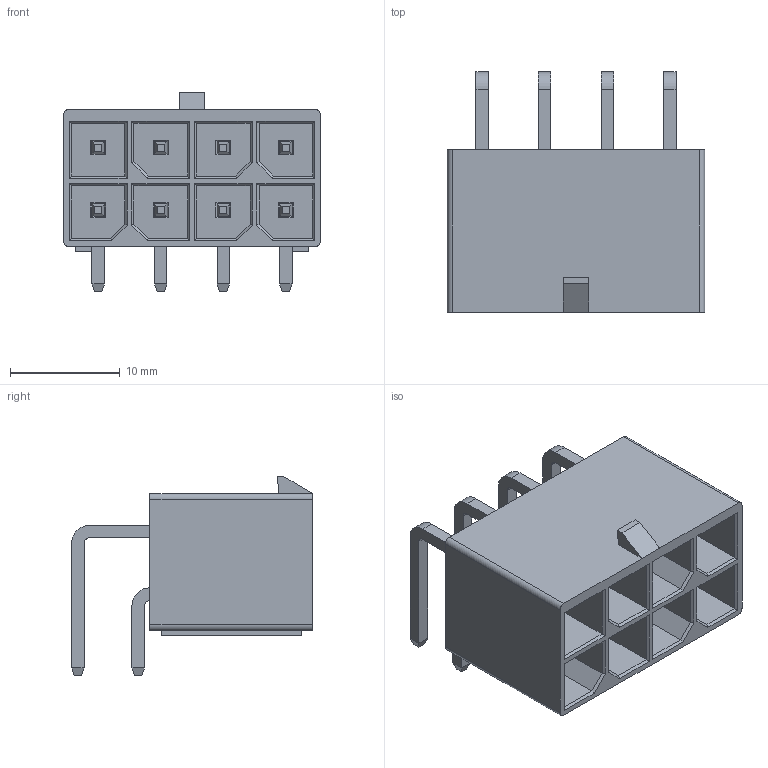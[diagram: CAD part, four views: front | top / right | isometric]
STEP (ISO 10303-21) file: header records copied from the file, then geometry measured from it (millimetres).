
FILE_DESCRIPTION(/* description */ ('Unknown'),/* implementation_level */ '2;1');
FILE_NAME(/* name */ '657008230101',/* time_stamp */ '2022-10-17T14:50:17+02:00',/* author */ ('Unknown'),/* organization */ ('Unknown'),/* preprocessor_version */ 'ST-DEVELOPER v18.102',/* originating_system */ 'Solid Edge',/* authorisation */ 'Unknown');
FILE_SCHEMA (('AUTOMOTIVE_DESIGN {1 0 10303 214 3 1 1}'));
Length unit declared in the file: millimetre
Products named in the file (4): 6570xx230101; 657008230101; 657002230101_Pin1; 657002230101_Pin2
Assembly tree (9 placements, depth 2):
  6570xx230101
    657008230101
    657002230101_Pin1  x4
    657002230101_Pin2  x4
Bounding box: 23.45 x 21.94 x 18.13 mm (x, y, z)
Volume: 2267.9 mm3; surface area: 4746.6 mm2
Topology: 9 solids, 9 shells, 537 faces, 1320 edges, 821 vertices
Faces by surface type: plane 485, cylinder 52
Entity records: 12664 total; most frequent: CARTESIAN_POINT 2196, ORIENTED_EDGE 2160, DIRECTION 2038, EDGE_CURVE 1080, LINE 1000, VECTOR 1000, VERTEX_POINT 677, AXIS2_PLACEMENT_3D 519
